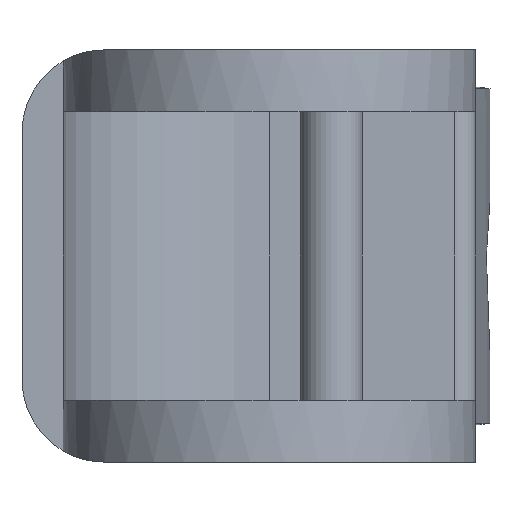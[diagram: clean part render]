
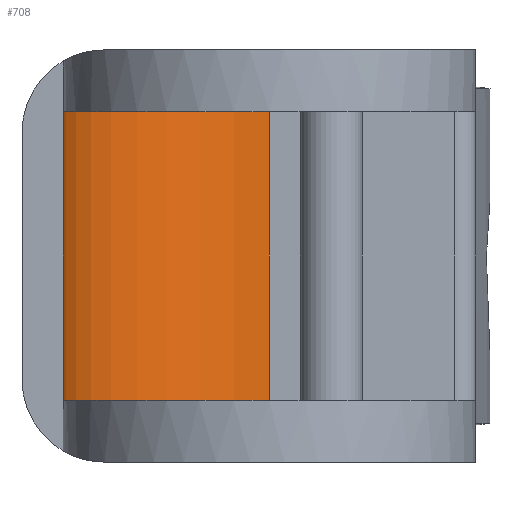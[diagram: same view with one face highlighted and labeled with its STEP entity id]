
A CAD part, left-side view. The second image highlights one B-rep face of the part: STEP entity #708.
In plain terms, the highlighted cylindrical face has radius 5 mm (diameter 10 mm), a partial arc.
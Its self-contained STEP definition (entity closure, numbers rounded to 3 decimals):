
#82=FACE_OUTER_BOUND('',#126,.T.);
#126=EDGE_LOOP('',(#640,#641,#642,#643));
#174=LINE('',#1098,#214);
#205=LINE('',#1930,#245);
#214=VECTOR('',#807,10.);
#245=VECTOR('',#918,10.);
#272=CIRCLE('',#772,5.);
#274=CIRCLE('',#776,5.);
#290=VERTEX_POINT('',#1095);
#291=VERTEX_POINT('',#1097);
#339=VERTEX_POINT('',#1923);
#341=VERTEX_POINT('',#1929);
#361=EDGE_CURVE('',#291,#290,#174,.T.);
#440=EDGE_CURVE('',#291,#339,#272,.T.);
#442=EDGE_CURVE('',#339,#341,#205,.T.);
#444=EDGE_CURVE('',#290,#341,#274,.T.);
#640=ORIENTED_EDGE('',*,*,#440,.F.);
#641=ORIENTED_EDGE('',*,*,#361,.T.);
#642=ORIENTED_EDGE('',*,*,#444,.T.);
#643=ORIENTED_EDGE('',*,*,#442,.F.);
#670=CYLINDRICAL_SURFACE('',#775,5.);
#708=ADVANCED_FACE('',(#82),#670,.F.);
#772=AXIS2_PLACEMENT_3D('',#1925,#912,#913);
#775=AXIS2_PLACEMENT_3D('',#1932,#920,#921);
#776=AXIS2_PLACEMENT_3D('',#1933,#922,#923);
#807=DIRECTION('',(0.,0.,-1.));
#912=DIRECTION('center_axis',(0.,0.,-1.));
#913=DIRECTION('ref_axis',(1.,0.,0.));
#918=DIRECTION('',(0.,0.,-1.));
#920=DIRECTION('center_axis',(0.,0.,1.));
#921=DIRECTION('ref_axis',(1.,0.,0.));
#922=DIRECTION('center_axis',(0.,0.,-1.));
#923=DIRECTION('ref_axis',(1.,0.,0.));
#1095=CARTESIAN_POINT('',(0.,5.,1.5));
#1097=CARTESIAN_POINT('',(0.,5.,8.5));
#1098=CARTESIAN_POINT('',(0.,5.,10.));
#1923=CARTESIAN_POINT('',(5.,0.,8.5));
#1925=CARTESIAN_POINT('Origin',(0.,0.,8.5));
#1929=CARTESIAN_POINT('',(5.,0.,1.5));
#1930=CARTESIAN_POINT('',(5.,0.,10.));
#1932=CARTESIAN_POINT('Origin',(0.,0.,10.));
#1933=CARTESIAN_POINT('Origin',(0.,0.,1.5));
